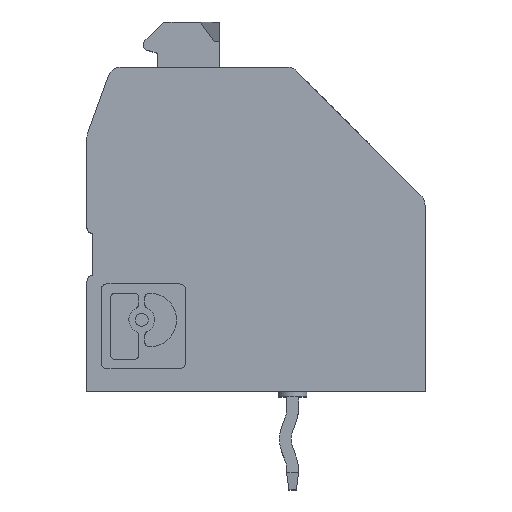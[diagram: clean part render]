
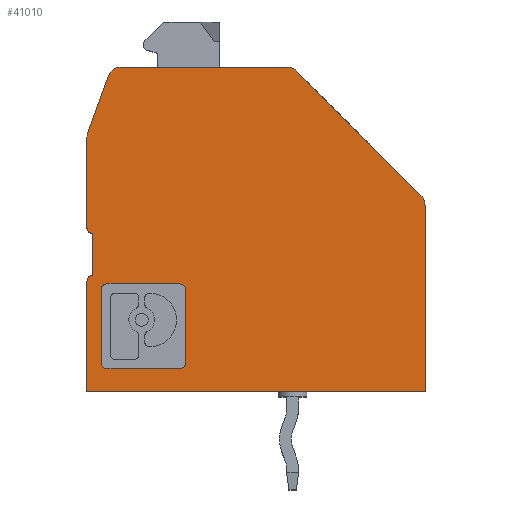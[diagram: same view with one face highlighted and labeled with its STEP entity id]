
A CAD part, top view. The second image highlights one B-rep face of the part: STEP entity #41010.
In plain terms, the highlighted planar face has unit normal (0, 0, 1).
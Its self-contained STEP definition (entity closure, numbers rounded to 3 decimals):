
#13390=CARTESIAN_POINT('',(0.2,3.9,6.43));
#13400=DIRECTION('',(0.,0.,1.));
#13410=DIRECTION('',(1.,0.,0.));
#13420=AXIS2_PLACEMENT_3D('',#13390,#13400,#13410);
#13430=CIRCLE('',#13420,0.2);
#13440=CARTESIAN_POINT('',(0.2,4.1,6.43));
#13450=VERTEX_POINT('',#13440);
#13460=CARTESIAN_POINT('',(0.,3.9,6.43));
#13470=VERTEX_POINT('',#13460);
#13480=EDGE_CURVE('',#13450,#13470,#13430,.T.);
#17840=CARTESIAN_POINT('',(0.,5.8,6.43));
#17850=VERTEX_POINT('',#17840);
#17880=CARTESIAN_POINT('',(0.2,5.8,6.43));
#17890=DIRECTION('',(0.,0.,-1.));
#17900=DIRECTION('',(-1.,0.,0.));
#17910=AXIS2_PLACEMENT_3D('',#17880,#17890,#17900);
#17920=CIRCLE('',#17910,0.2);
#17930=CARTESIAN_POINT('',(0.2,5.6,6.43));
#17940=VERTEX_POINT('',#17930);
#17950=EDGE_CURVE('',#17940,#17850,#17920,.T.);
#34100=CARTESIAN_POINT('',(7.446,11.354,6.43));
#34110=VERTEX_POINT('',#34100);
#34140=CARTESIAN_POINT('',(7.093,11.,6.43));
#34150=DIRECTION('',(0.,0.,-1.));
#34160=DIRECTION('',(-1.,0.,0.));
#34170=AXIS2_PLACEMENT_3D('',#34140,#34150,#34160);
#34180=CIRCLE('',#34170,0.5);
#34190=CARTESIAN_POINT('',(7.093,11.5,6.43));
#34200=VERTEX_POINT('',#34190);
#34210=EDGE_CURVE('',#34200,#34110,#34180,.T.);
#34580=CARTESIAN_POINT('',(0.754,11.171,6.43));
#34590=VERTEX_POINT('',#34580);
#34620=CARTESIAN_POINT('',(-3.312,0.,6.43));
#34630=DIRECTION('',(0.342,0.94,0.));
#34640=VECTOR('',#34630,1.);
#34650=LINE('',#34620,#34640);
#34660=CARTESIAN_POINT('',(0.03,9.183,6.43));
#34670=VERTEX_POINT('',#34660);
#34680=EDGE_CURVE('',#34670,#34590,#34650,.T.);
#36070=CARTESIAN_POINT('',(12.,0.,6.43));
#36080=VERTEX_POINT('',#36070);
#36550=CARTESIAN_POINT('',(0.,0.,6.43));
#36560=VERTEX_POINT('',#36550);
#36590=CARTESIAN_POINT('',(0.,0.,6.43));
#36600=DIRECTION('',(-1.,0.,0.));
#36610=VECTOR('',#36600,1.);
#36620=LINE('',#36590,#36610);
#36630=EDGE_CURVE('',#36080,#36560,#36620,.T.);
#39540=CARTESIAN_POINT('',(11.439,0.,6.43));
#39550=DIRECTION('',(0.,0.,1.));
#39560=DIRECTION('',(1.,0.,0.));
#39570=AXIS2_PLACEMENT_3D('',#39540,#39550,#39560);
#39580=PLANE('',#39570);
#39590=CARTESIAN_POINT('',(0.,0.,6.43));
#39600=DIRECTION('',(0.,1.,0.));
#39610=VECTOR('',#39600,1.);
#39620=LINE('',#39590,#39610);
#39630=EDGE_CURVE('',#36560,#13470,#39620,.T.);
#39640=ORIENTED_EDGE('',*,*,#39630,.F.);
#39650=ORIENTED_EDGE('',*,*,#13480,.T.);
#39660=CARTESIAN_POINT('',(0.2,0.,6.43));
#39670=DIRECTION('',(0.,1.,0.));
#39680=VECTOR('',#39670,1.);
#39690=LINE('',#39660,#39680);
#39700=EDGE_CURVE('',#13450,#17940,#39690,.T.);
#39710=ORIENTED_EDGE('',*,*,#39700,.F.);
#39720=ORIENTED_EDGE('',*,*,#17950,.F.);
#39730=CARTESIAN_POINT('',(0.,0.,6.43));
#39740=DIRECTION('',(0.,1.,0.));
#39750=VECTOR('',#39740,1.);
#39760=LINE('',#39730,#39750);
#39770=CARTESIAN_POINT('',(0.,9.012,6.43));
#39780=VERTEX_POINT('',#39770);
#39790=EDGE_CURVE('',#17850,#39780,#39760,.T.);
#39800=ORIENTED_EDGE('',*,*,#39790,.F.);
#39810=CARTESIAN_POINT('',(0.5,9.012,6.43));
#39820=DIRECTION('',(0.,0.,1.));
#39830=DIRECTION('',(1.,0.,0.));
#39840=AXIS2_PLACEMENT_3D('',#39810,#39820,#39830);
#39850=CIRCLE('',#39840,0.5);
#39860=EDGE_CURVE('',#34670,#39780,#39850,.T.);
#39870=ORIENTED_EDGE('',*,*,#39860,.T.);
#39880=ORIENTED_EDGE('',*,*,#34680,.F.);
#39890=CARTESIAN_POINT('',(1.224,11.,6.43));
#39900=DIRECTION('',(0.,0.,1.));
#39910=DIRECTION('',(1.,0.,0.));
#39920=AXIS2_PLACEMENT_3D('',#39890,#39900,#39910);
#39930=CIRCLE('',#39920,0.5);
#39940=CARTESIAN_POINT('',(1.224,11.5,6.43));
#39950=VERTEX_POINT('',#39940);
#39960=EDGE_CURVE('',#39950,#34590,#39930,.T.);
#39970=ORIENTED_EDGE('',*,*,#39960,.T.);
#39980=CARTESIAN_POINT('',(0.,11.5,6.43));
#39990=DIRECTION('',(1.,0.,0.));
#40000=VECTOR('',#39990,1.);
#40010=LINE('',#39980,#40000);
#40020=EDGE_CURVE('',#39950,#34200,#40010,.T.);
#40030=ORIENTED_EDGE('',*,*,#40020,.F.);
#40040=ORIENTED_EDGE('',*,*,#34210,.F.);
#40050=CARTESIAN_POINT('',(0.,18.8,6.43));
#40060=DIRECTION('',(0.707,-0.707,0.));
#40070=VECTOR('',#40060,1.);
#40080=LINE('',#40050,#40070);
#40090=CARTESIAN_POINT('',(11.854,6.946,6.43));
#40100=VERTEX_POINT('',#40090);
#40110=EDGE_CURVE('',#34110,#40100,#40080,.T.);
#40120=ORIENTED_EDGE('',*,*,#40110,.F.);
#40130=CARTESIAN_POINT('',(11.5,6.593,6.43));
#40140=DIRECTION('',(0.,0.,1.));
#40150=DIRECTION('',(1.,0.,0.));
#40160=AXIS2_PLACEMENT_3D('',#40130,#40140,#40150);
#40170=CIRCLE('',#40160,0.5);
#40180=CARTESIAN_POINT('',(12.,6.593,6.43));
#40190=VERTEX_POINT('',#40180);
#40200=EDGE_CURVE('',#40190,#40100,#40170,.T.);
#40210=ORIENTED_EDGE('',*,*,#40200,.T.);
#40220=CARTESIAN_POINT('',(12.,0.,6.43));
#40230=DIRECTION('',(0.,-1.,0.));
#40240=VECTOR('',#40230,1.);
#40250=LINE('',#40220,#40240);
#40260=EDGE_CURVE('',#40190,#36080,#40250,.T.);
#40270=ORIENTED_EDGE('',*,*,#40260,.F.);
#40280=ORIENTED_EDGE('',*,*,#36630,.F.);
#40290=EDGE_LOOP('',(#40280,#40270,#40210,#40120,#40040,#40030,#39970,
#39880,#39870,#39800,#39720,#39710,#39650,#39640));
#40300=FACE_OUTER_BOUND('',#40290,.T.);
#40310=CARTESIAN_POINT('',(0.,0.8,6.43));
#40320=DIRECTION('',(1.,0.,0.));
#40330=VECTOR('',#40320,1.);
#40340=LINE('',#40310,#40330);
#40350=CARTESIAN_POINT('',(0.711,0.8,6.43));
#40360=VERTEX_POINT('',#40350);
#40370=CARTESIAN_POINT('',(3.289,0.8,6.43));
#40380=VERTEX_POINT('',#40370);
#40390=EDGE_CURVE('',#40360,#40380,#40340,.T.);
#40400=ORIENTED_EDGE('',*,*,#40390,.F.);
#40410=CARTESIAN_POINT('',(3.289,1.011,6.43));
#40420=DIRECTION('',(0.,0.,1.));
#40430=DIRECTION('',(1.,0.,0.));
#40440=AXIS2_PLACEMENT_3D('',#40410,#40420,#40430);
#40450=CIRCLE('',#40440,0.211);
#40460=CARTESIAN_POINT('',(3.5,1.011,6.43));
#40470=VERTEX_POINT('',#40460);
#40480=EDGE_CURVE('',#40380,#40470,#40450,.T.);
#40490=ORIENTED_EDGE('',*,*,#40480,.F.);
#40500=CARTESIAN_POINT('',(3.5,0.,6.43));
#40510=DIRECTION('',(0.,1.,0.));
#40520=VECTOR('',#40510,1.);
#40530=LINE('',#40500,#40520);
#40540=CARTESIAN_POINT('',(3.5,3.589,6.43));
#40550=VERTEX_POINT('',#40540);
#40560=EDGE_CURVE('',#40470,#40550,#40530,.T.);
#40570=ORIENTED_EDGE('',*,*,#40560,.F.);
#40580=CARTESIAN_POINT('',(3.289,3.589,6.43));
#40590=DIRECTION('',(0.,0.,1.));
#40600=DIRECTION('',(1.,0.,0.));
#40610=AXIS2_PLACEMENT_3D('',#40580,#40590,#40600);
#40620=CIRCLE('',#40610,0.211);
#40630=CARTESIAN_POINT('',(3.289,3.8,6.43));
#40640=VERTEX_POINT('',#40630);
#40650=EDGE_CURVE('',#40550,#40640,#40620,.T.);
#40660=ORIENTED_EDGE('',*,*,#40650,.F.);
#40670=CARTESIAN_POINT('',(0.,3.8,6.43));
#40680=DIRECTION('',(-1.,0.,0.));
#40690=VECTOR('',#40680,1.);
#40700=LINE('',#40670,#40690);
#40710=CARTESIAN_POINT('',(0.711,3.8,6.43));
#40720=VERTEX_POINT('',#40710);
#40730=EDGE_CURVE('',#40640,#40720,#40700,.T.);
#40740=ORIENTED_EDGE('',*,*,#40730,.F.);
#40750=CARTESIAN_POINT('',(0.711,3.589,6.43));
#40760=DIRECTION('',(0.,0.,1.));
#40770=DIRECTION('',(1.,0.,0.));
#40780=AXIS2_PLACEMENT_3D('',#40750,#40760,#40770);
#40790=CIRCLE('',#40780,0.211);
#40800=CARTESIAN_POINT('',(0.5,3.589,6.43));
#40810=VERTEX_POINT('',#40800);
#40820=EDGE_CURVE('',#40720,#40810,#40790,.T.);
#40830=ORIENTED_EDGE('',*,*,#40820,.F.);
#40840=CARTESIAN_POINT('',(0.5,0.,6.43));
#40850=DIRECTION('',(0.,-1.,0.));
#40860=VECTOR('',#40850,1.);
#40870=LINE('',#40840,#40860);
#40880=CARTESIAN_POINT('',(0.5,1.011,6.43));
#40890=VERTEX_POINT('',#40880);
#40900=EDGE_CURVE('',#40810,#40890,#40870,.T.);
#40910=ORIENTED_EDGE('',*,*,#40900,.F.);
#40920=CARTESIAN_POINT('',(0.711,1.011,6.43));
#40930=DIRECTION('',(0.,0.,1.));
#40940=DIRECTION('',(1.,0.,0.));
#40950=AXIS2_PLACEMENT_3D('',#40920,#40930,#40940);
#40960=CIRCLE('',#40950,0.211);
#40970=EDGE_CURVE('',#40890,#40360,#40960,.T.);
#40980=ORIENTED_EDGE('',*,*,#40970,.F.);
#40990=EDGE_LOOP('',(#40980,#40910,#40830,#40740,#40660,#40570,#40490,
#40400));
#41000=FACE_BOUND('',#40990,.T.);
#41010=ADVANCED_FACE('',(#40300,#41000),#39580,.T.);
